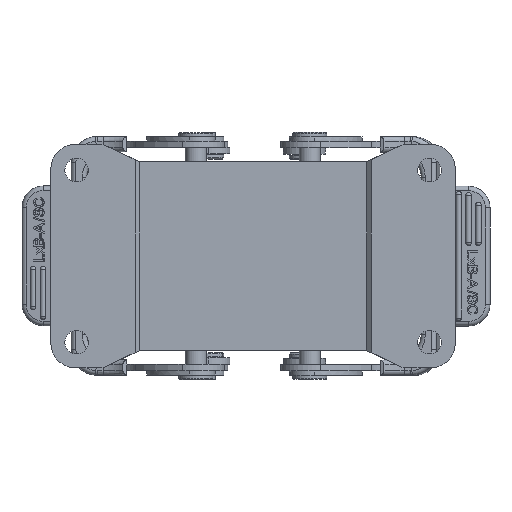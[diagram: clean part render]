
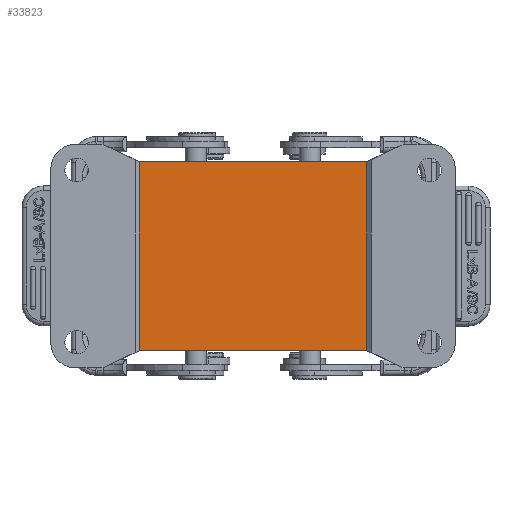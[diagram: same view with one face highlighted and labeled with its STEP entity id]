
A CAD part, front view. The second image highlights one B-rep face of the part: STEP entity #33823.
In plain terms, the highlighted planar face has unit normal (0, -1, 0).
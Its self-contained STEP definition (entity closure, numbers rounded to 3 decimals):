
#3968=DIRECTION('',(1.,0.,0.));
#3969=VECTOR('',#3968,52.808);
#3970=CARTESIAN_POINT('',(20.589,1.72,6.308));
#3971=LINE('',#3970,#3969);
#4274=DIRECTION('',(-1.,0.,0.));
#4275=VECTOR('',#4274,52.808);
#4276=CARTESIAN_POINT('',(73.398,1.704,50.19));
#4277=LINE('',#4276,#4275);
#4915=CARTESIAN_POINT('',(73.415,1.704,6.301));
#4916=CARTESIAN_POINT('',(73.413,1.704,6.302));
#4917=CARTESIAN_POINT('',(73.41,1.704,6.305));
#4918=CARTESIAN_POINT('',(73.403,1.704,6.305));
#4919=CARTESIAN_POINT('',(73.399,1.704,6.308));
#4920=CARTESIAN_POINT('',(73.398,1.704,6.308));
#4922=DIRECTION('',(0.,0.,1.));
#4923=VECTOR('',#4922,43.896);
#4924=CARTESIAN_POINT('',(20.572,1.72,6.301));
#4925=LINE('',#4924,#4923);
#4926=CARTESIAN_POINT('',(20.572,1.72,50.197));
#4927=CARTESIAN_POINT('',(20.574,1.72,50.196));
#4928=CARTESIAN_POINT('',(20.577,1.72,50.194));
#4929=CARTESIAN_POINT('',(20.583,1.72,50.193));
#4930=CARTESIAN_POINT('',(20.587,1.72,50.191));
#4931=CARTESIAN_POINT('',(20.589,1.72,50.19));
#4933=DIRECTION('',(0.,0.,-1.));
#4934=VECTOR('',#4933,43.896);
#4935=CARTESIAN_POINT('',(73.415,1.704,50.197));
#4936=LINE('',#4935,#4934);
#4955=CARTESIAN_POINT('',(73.415,1.704,50.197));
#4956=CARTESIAN_POINT('',(73.413,1.704,50.196));
#4957=CARTESIAN_POINT('',(73.409,1.704,50.196));
#4958=CARTESIAN_POINT('',(73.403,1.704,50.193));
#4959=CARTESIAN_POINT('',(73.399,1.704,50.191));
#4960=CARTESIAN_POINT('',(73.398,1.704,50.19));
#8675=CARTESIAN_POINT('',(20.572,1.72,6.301));
#8676=CARTESIAN_POINT('',(20.574,1.72,6.302));
#8677=CARTESIAN_POINT('',(20.578,1.72,6.303));
#8678=CARTESIAN_POINT('',(20.583,1.72,6.306));
#8679=CARTESIAN_POINT('',(20.587,1.72,6.307));
#8680=CARTESIAN_POINT('',(20.589,1.72,6.308));
#22083=CARTESIAN_POINT('',(20.589,1.72,6.308));
#22084=VERTEX_POINT('',#22083);
#22085=CARTESIAN_POINT('',(73.398,1.704,6.308));
#22086=VERTEX_POINT('',#22085);
#22198=CARTESIAN_POINT('',(73.398,1.704,50.19));
#22199=VERTEX_POINT('',#22198);
#22200=CARTESIAN_POINT('',(20.589,1.72,50.19));
#22201=VERTEX_POINT('',#22200);
#22350=VERTEX_POINT('',#4926);
#22351=VERTEX_POINT('',#4915);
#22352=VERTEX_POINT('',#8675);
#22353=VERTEX_POINT('',#4955);
#33803=CARTESIAN_POINT('',(46.993,1.712,28.249));
#33804=DIRECTION('',(0.,1.,0.));
#33805=DIRECTION('',(0.,0.,-1.));
#33806=AXIS2_PLACEMENT_3D('',#33803,#33804,#33805);
#33807=PLANE('',#33806);
#33809=ORIENTED_EDGE('',*,*,#33808,.T.);
#33810=ORIENTED_EDGE('',*,*,#32032,.F.);
#33812=ORIENTED_EDGE('',*,*,#33811,.F.);
#33814=ORIENTED_EDGE('',*,*,#33813,.T.);
#33815=ORIENTED_EDGE('',*,*,#33792,.T.);
#33816=ORIENTED_EDGE('',*,*,#32563,.F.);
#33818=ORIENTED_EDGE('',*,*,#33817,.F.);
#33820=ORIENTED_EDGE('',*,*,#33819,.T.);
#33821=EDGE_LOOP('',(#33809,#33810,#33812,#33814,#33815,#33816,#33818,#33820));
#33822=FACE_OUTER_BOUND('',#33821,.F.);
#4921=B_SPLINE_CURVE_WITH_KNOTS('',3,(#4915,#4916,#4917,#4918,#4919,#4920),
.UNSPECIFIED.,.F.,.F.,(4,1,1,4),(0.,0.333,0.667,1.),
.UNSPECIFIED.);
#4932=B_SPLINE_CURVE_WITH_KNOTS('',3,(#4926,#4927,#4928,#4929,#4930,#4931),
.UNSPECIFIED.,.F.,.F.,(4,1,1,4),(0.,0.333,0.667,1.),
.UNSPECIFIED.);
#4961=B_SPLINE_CURVE_WITH_KNOTS('',3,(#4955,#4956,#4957,#4958,#4959,#4960),
.UNSPECIFIED.,.F.,.F.,(4,1,1,4),(0.,0.333,0.667,1.),
.UNSPECIFIED.);
#8681=B_SPLINE_CURVE_WITH_KNOTS('',3,(#8675,#8676,#8677,#8678,#8679,#8680),
.UNSPECIFIED.,.F.,.F.,(4,1,1,4),(0.,0.333,0.667,1.),
.UNSPECIFIED.);
#32032=EDGE_CURVE('',#22084,#22086,#3971,.T.);
#32563=EDGE_CURVE('',#22199,#22201,#4277,.T.);
#33792=EDGE_CURVE('',#22350,#22201,#4932,.T.);
#33808=EDGE_CURVE('',#22351,#22086,#4921,.T.);
#33811=EDGE_CURVE('',#22352,#22084,#8681,.T.);
#33813=EDGE_CURVE('',#22352,#22350,#4925,.T.);
#33817=EDGE_CURVE('',#22353,#22199,#4961,.T.);
#33819=EDGE_CURVE('',#22353,#22351,#4936,.T.);
#33823=ADVANCED_FACE('',(#33822),#33807,.F.);
